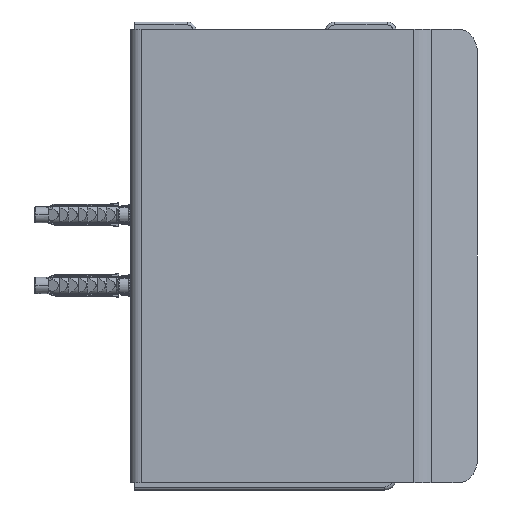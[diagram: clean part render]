
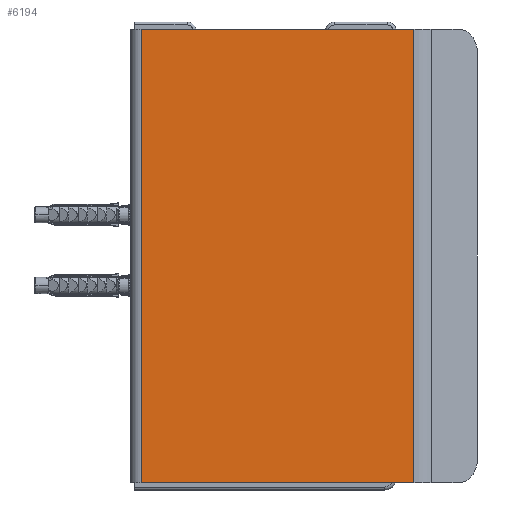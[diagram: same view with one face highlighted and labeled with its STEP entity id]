
A CAD part, left-side view. The second image highlights one B-rep face of the part: STEP entity #6194.
In plain terms, the highlighted face is planar.
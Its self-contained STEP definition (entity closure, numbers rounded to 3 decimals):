
#5584=DIRECTION('',(-1.,0.,0.));
#5585=VECTOR('',#5584,92.5);
#5586=CARTESIAN_POINT('',(95.6,0.6,77.));
#5587=LINE('',#5586,#5585);
#5623=DIRECTION('',(0.,0.,1.));
#5624=VECTOR('',#5623,154.);
#5625=CARTESIAN_POINT('',(3.1,0.6,-77.));
#5626=LINE('',#5625,#5624);
#5666=DIRECTION('',(-1.,0.,0.));
#5667=VECTOR('',#5666,92.5);
#5668=CARTESIAN_POINT('',(95.6,0.6,-77.));
#5669=LINE('',#5668,#5667);
#5747=DIRECTION('',(0.,0.,1.));
#5748=VECTOR('',#5747,154.);
#5749=CARTESIAN_POINT('',(95.6,0.6,-77.));
#5750=LINE('',#5749,#5748);
#5752=CARTESIAN_POINT('',(95.6,0.6,-77.));
#5754=VERTEX_POINT('',#5752);
#5755=CARTESIAN_POINT('',(3.1,0.6,-77.));
#5756=VERTEX_POINT('',#5755);
#5760=CARTESIAN_POINT('',(95.6,0.6,77.));
#5762=VERTEX_POINT('',#5760);
#5763=CARTESIAN_POINT('',(3.1,0.6,77.));
#5764=VERTEX_POINT('',#5763);
#6183=CARTESIAN_POINT('',(95.6,0.6,-77.));
#6184=DIRECTION('',(0.,1.,0.));
#6185=DIRECTION('',(-1.,0.,0.));
#6186=AXIS2_PLACEMENT_3D('',#6183,#6184,#6185);
#6187=PLANE('',#6186);
#6188=ORIENTED_EDGE('',*,*,#6026,.F.);
#6189=ORIENTED_EDGE('',*,*,#6178,.T.);
#6190=ORIENTED_EDGE('',*,*,#5970,.T.);
#6191=ORIENTED_EDGE('',*,*,#5997,.F.);
#6192=EDGE_LOOP('',(#6188,#6189,#6190,#6191));
#6193=FACE_OUTER_BOUND('',#6192,.F.);
#6194=ADVANCED_FACE('',(#6193),#6187,.T.);
#5970=EDGE_CURVE('',#5762,#5764,#5587,.T.);
#5997=EDGE_CURVE('',#5756,#5764,#5626,.T.);
#6026=EDGE_CURVE('',#5754,#5756,#5669,.T.);
#6178=EDGE_CURVE('',#5754,#5762,#5750,.T.);
